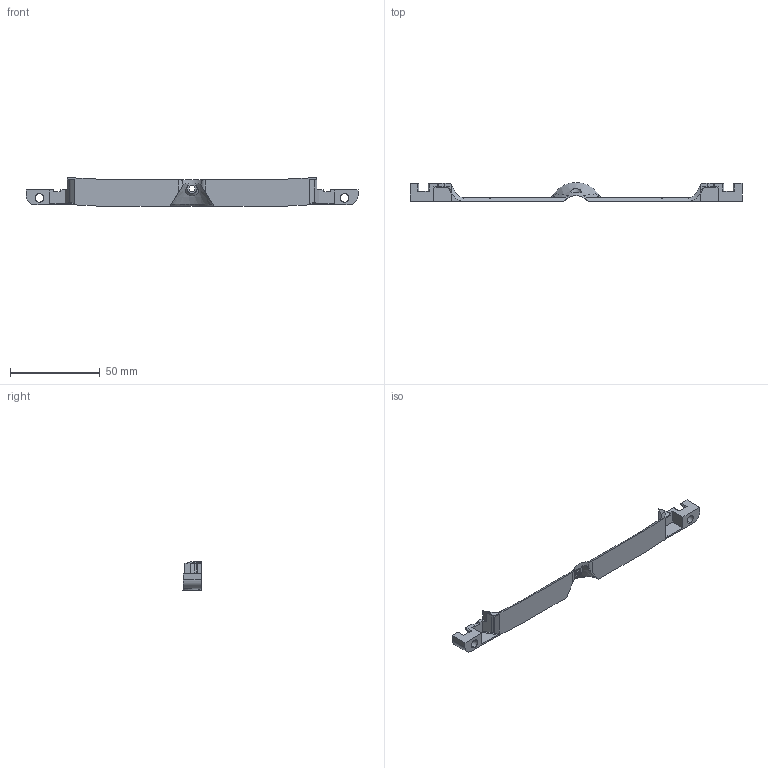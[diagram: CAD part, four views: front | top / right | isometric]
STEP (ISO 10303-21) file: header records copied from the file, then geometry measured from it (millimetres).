
FILE_DESCRIPTION (( 'STEP AP203' ), '1' );
FILE_NAME ('P17_Bogie_Cable_Cover_Two Color Print.step', '2020-03-06T13:28:22', ( '' ), ( '' ), 'SwSTEP 2.0', 'SolidWorks 2018', '' );
FILE_SCHEMA (( 'CONFIG_CONTROL_DESIGN' ));
Length unit declared in the file: millimetre
Products named in the file (1): P17_Bogie_Cable_Cover_Two Color Print
Bounding box: 185 x 10.45 x 16.13 mm (x, y, z)
Volume: 5621.2 mm3; surface area: 7565.1 mm2
Topology: 6 solids, 6 shells, 414 faces, 1159 edges, 764 vertices
Faces by surface type: bspline 226, plane 136, cylinder 38, cone 14
Entity records: 15339 total; most frequent: CARTESIAN_POINT 6241, ORIENTED_EDGE 2318, EDGE_CURVE 1159, DIRECTION 1100, VERTEX_POINT 764, LINE 566, VECTOR 566, B_SPLINE_CURVE_WITH_KNOTS 501
